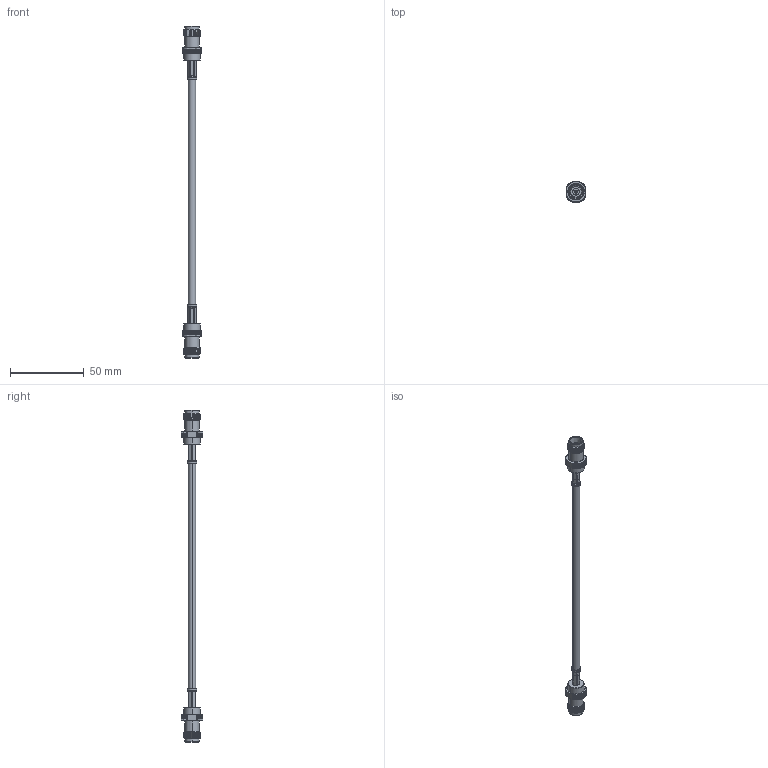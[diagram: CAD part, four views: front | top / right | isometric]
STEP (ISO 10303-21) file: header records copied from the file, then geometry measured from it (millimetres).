
FILE_DESCRIPTION (( 'STEP AP214' ), '1' );
FILE_NAME ('PE35480.step', '2021-11-18T19:36:42', ( '' ), ( '' ), 'SwSTEP 2.0', 'SolidWorks 2021', '' );
FILE_SCHEMA (( 'AUTOMOTIVE_DESIGN' ));
Length unit declared in the file: inch
Products named in the file (3): RG142BU^PE35480_RG-142; PE4457^PE35480_Crimped; PE35480
Assembly tree (3 placements, depth 2):
  PE35480
    RG142BU^PE35480_RG-142
    PE4457^PE35480_Crimped  x2
Bounding box: 12.7 x 14.47 x 224.42 mm (x, y, z)
Volume: 7013.4 mm3; surface area: 6813.2 mm2
Topology: 5 solids, 5 shells, 794 faces, 1866 edges, 1100 vertices
Faces by surface type: plane 308, cylinder 232, cone 232, bspline 18, torus 4
Entity records: 15179 total; most frequent: CARTESIAN_POINT 6259, ORIENTED_EDGE 1872, DIRECTION 1694, EDGE_CURVE 936, AXIS2_PLACEMENT_3D 699, VERTEX_POINT 552, EDGE_LOOP 410, ADVANCED_FACE 399
